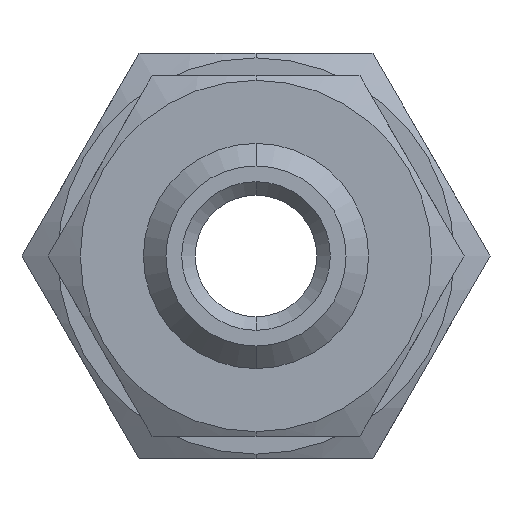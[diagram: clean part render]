
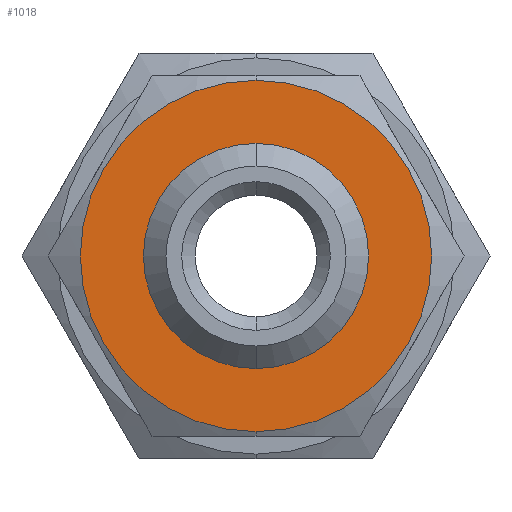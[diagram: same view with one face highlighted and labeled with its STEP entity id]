
A CAD part, front view. The second image highlights one B-rep face of the part: STEP entity #1018.
In plain terms, the highlighted planar face has unit normal (0, -1, 0).
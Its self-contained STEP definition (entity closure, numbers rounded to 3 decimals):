
#45 = DIRECTION ( 'NONE',  ( 0., -1., 0. ) ) ;
#50 = CARTESIAN_POINT ( 'NONE',  ( 0., -4., 0. ) ) ;
#62 = DIRECTION ( 'NONE',  ( 0., 0., -1. ) ) ;
#201 = PLANE ( 'NONE',  #796 ) ;
#227 = CARTESIAN_POINT ( 'NONE',  ( 3.9, -4., 0. ) ) ;
#230 = DIRECTION ( 'NONE',  ( 0., -1., 0. ) ) ;
#237 = DIRECTION ( 'NONE',  ( 0., 0., -1. ) ) ;
#245 = DIRECTION ( 'NONE',  ( 0., -1., 0. ) ) ;
#247 = CARTESIAN_POINT ( 'NONE',  ( 0., -4., 0. ) ) ;
#290 = DIRECTION ( 'NONE',  ( 0., 0., -1. ) ) ;
#574 = CARTESIAN_POINT ( 'NONE',  ( 0., -4., 3.9 ) ) ;
#582 = CARTESIAN_POINT ( 'NONE',  ( 0., -4., 2.5 ) ) ;
#589 = CARTESIAN_POINT ( 'NONE',  ( 0., -4., -2.5 ) ) ;
#593 = CARTESIAN_POINT ( 'NONE',  ( 0., -4., -3.9 ) ) ;
#714 = VERTEX_POINT ( 'NONE', #574 ) ;
#796 = AXIS2_PLACEMENT_3D ( 'NONE', #227, #230, #290 ) ;
#797 = CIRCLE ( 'NONE', #798, 3.9 ) ;
#798 = AXIS2_PLACEMENT_3D ( 'NONE', #50, #45, #62 ) ;
#813 = AXIS2_PLACEMENT_3D ( 'NONE', #247, #245, #237 ) ;
#827 = CIRCLE ( 'NONE', #813, 2.5 ) ;
#869 = CIRCLE ( 'NONE', #871, 3.9 ) ;
#871 = AXIS2_PLACEMENT_3D ( 'NONE', #1892, #1911, #1864 ) ;
#875 = CIRCLE ( 'NONE', #877, 2.5 ) ;
#877 = AXIS2_PLACEMENT_3D ( 'NONE', #1823, #1817, #1818 ) ;
#1018 = ADVANCED_FACE ( 'NONE', ( #1679, #1680 ), #201, .T. ) ;
#1033 = EDGE_CURVE ( 'NONE', #714, #1781, #797, .T. ) ;
#1046 = EDGE_CURVE ( 'NONE', #1772, #1779, #827, .T. ) ;
#1116 = EDGE_CURVE ( 'NONE', #1781, #714, #869, .T. ) ;
#1123 = EDGE_CURVE ( 'NONE', #1779, #1772, #875, .T. ) ;
#1361 = ORIENTED_EDGE ( 'NONE', *, *, #1123, .F. ) ;
#1363 = ORIENTED_EDGE ( 'NONE', *, *, #1033, .T. ) ;
#1365 = ORIENTED_EDGE ( 'NONE', *, *, #1116, .T. ) ;
#1366 = ORIENTED_EDGE ( 'NONE', *, *, #1046, .F. ) ;
#1557 = EDGE_LOOP ( 'NONE', ( #1363, #1365 ) ) ;
#1578 = EDGE_LOOP ( 'NONE', ( #1361, #1366 ) ) ;
#1679 = FACE_OUTER_BOUND ( 'NONE', #1557, .T. ) ;
#1680 = FACE_BOUND ( 'NONE', #1578, .T. ) ;
#1772 = VERTEX_POINT ( 'NONE', #582 ) ;
#1779 = VERTEX_POINT ( 'NONE', #589 ) ;
#1781 = VERTEX_POINT ( 'NONE', #593 ) ;
#1817 = DIRECTION ( 'NONE',  ( 0., -1., 0. ) ) ;
#1818 = DIRECTION ( 'NONE',  ( 0., 0., -1. ) ) ;
#1823 = CARTESIAN_POINT ( 'NONE',  ( 0., -4., 0. ) ) ;
#1864 = DIRECTION ( 'NONE',  ( 0., 0., -1. ) ) ;
#1892 = CARTESIAN_POINT ( 'NONE',  ( 0., -4., 0. ) ) ;
#1911 = DIRECTION ( 'NONE',  ( 0., -1., 0. ) ) ;
